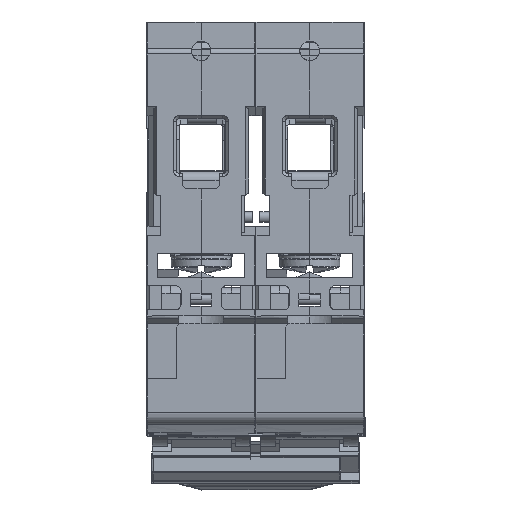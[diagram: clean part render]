
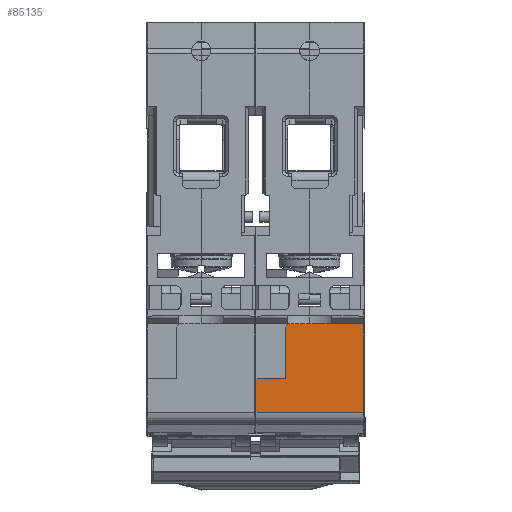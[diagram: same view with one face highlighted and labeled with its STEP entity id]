
A CAD part, left-side view. The second image highlights one B-rep face of the part: STEP entity #85135.
In plain terms, the highlighted planar face has unit normal (-1, 0, 0).
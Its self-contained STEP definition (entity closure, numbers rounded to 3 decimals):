
#6029 = CARTESIAN_POINT ( 'NONE',  ( -22.5, 4., -33.5 ) ) ;
#6755 = CARTESIAN_POINT ( 'NONE',  ( -22.5, 8.75, -39.008 ) ) ;
#7586 = VERTEX_POINT ( 'NONE', #15632 ) ;
#8294 = DIRECTION ( 'NONE',  ( 0., 1., 0. ) ) ;
#9440 = CARTESIAN_POINT ( 'NONE',  ( -22.5, 8.75, -24.9 ) ) ;
#12266 = CARTESIAN_POINT ( 'NONE',  ( -22.5, 8.75, -33.5 ) ) ;
#12910 = VECTOR ( 'NONE', #67422, 1000. ) ;
#12987 = VECTOR ( 'NONE', #39135, 1000. ) ;
#15632 = CARTESIAN_POINT ( 'NONE',  ( -22.5, -8.75, -39.008 ) ) ;
#17806 = ORIENTED_EDGE ( 'NONE', *, *, #80609, .T. ) ;
#19794 = LINE ( 'NONE', #59223, #44441 ) ;
#20830 = VECTOR ( 'NONE', #45386, 1000. ) ;
#21085 = DIRECTION ( 'NONE',  ( 0., 1., 0. ) ) ;
#21594 = AXIS2_PLACEMENT_3D ( 'NONE', #50493, #58959, #65924 ) ;
#22175 = CARTESIAN_POINT ( 'NONE',  ( -22.5, 4., -25.1 ) ) ;
#25839 = ORIENTED_EDGE ( 'NONE', *, *, #33783, .T. ) ;
#26880 = VECTOR ( 'NONE', #82531, 1000. ) ;
#27315 = EDGE_LOOP ( 'NONE', ( #25839, #68944, #40586, #75138, #87647, #67080, #88268, #17806 ) ) ;
#27518 = VERTEX_POINT ( 'NONE', #6755 ) ;
#29006 = EDGE_CURVE ( 'NONE', #47709, #82528, #87457, .T. ) ;
#30110 = VERTEX_POINT ( 'NONE', #12266 ) ;
#30486 = FACE_OUTER_BOUND ( 'NONE', #27315, .T. ) ;
#32864 = EDGE_CURVE ( 'NONE', #7586, #27518, #90259, .T. ) ;
#33671 = CARTESIAN_POINT ( 'NONE',  ( -22.5, 4., -24.9 ) ) ;
#33783 = EDGE_CURVE ( 'NONE', #77614, #54342, #42150, .T. ) ;
#37601 = LINE ( 'NONE', #45730, #12910 ) ;
#38018 = LINE ( 'NONE', #57419, #51509 ) ;
#39135 = DIRECTION ( 'NONE',  ( 0., 0., -1. ) ) ;
#40120 = EDGE_CURVE ( 'NONE', #82528, #30110, #43732, .T. ) ;
#40586 = ORIENTED_EDGE ( 'NONE', *, *, #29006, .T. ) ;
#42150 = LINE ( 'NONE', #43377, #83574 ) ;
#43377 = CARTESIAN_POINT ( 'NONE',  ( -22.5, 5.45, -24.6 ) ) ;
#43732 = LINE ( 'NONE', #76254, #26880 ) ;
#43888 = EDGE_CURVE ( 'NONE', #30110, #27518, #62398, .T. ) ;
#44441 = VECTOR ( 'NONE', #51097, 1000. ) ;
#45386 = DIRECTION ( 'NONE',  ( 0., 1., 0. ) ) ;
#45730 = CARTESIAN_POINT ( 'NONE',  ( -22.5, -8.75, -43.192 ) ) ;
#47709 = VERTEX_POINT ( 'NONE', #22175 ) ;
#50493 = CARTESIAN_POINT ( 'NONE',  ( -22.5, 5.45, -24.9 ) ) ;
#51097 = DIRECTION ( 'NONE',  ( 0., 0.707, -0.707 ) ) ;
#51509 = VECTOR ( 'NONE', #21085, 1000. ) ;
#54342 = VERTEX_POINT ( 'NONE', #77472 ) ;
#57419 = CARTESIAN_POINT ( 'NONE',  ( -22.5, 5.45, -24.6 ) ) ;
#57718 = EDGE_CURVE ( 'NONE', #58000, #7586, #37601, .T. ) ;
#58000 = VERTEX_POINT ( 'NONE', #71681 ) ;
#58959 = DIRECTION ( 'NONE',  ( -1., 0., 0. ) ) ;
#59223 = CARTESIAN_POINT ( 'NONE',  ( -22.5, 3.5, -24.6 ) ) ;
#62398 = LINE ( 'NONE', #9440, #12987 ) ;
#62936 = VECTOR ( 'NONE', #83787, 1000. ) ;
#64567 = CARTESIAN_POINT ( 'NONE',  ( -22.5, -9.031, -39.008 ) ) ;
#65633 = PLANE ( 'NONE',  #21594 ) ;
#65924 = DIRECTION ( 'NONE',  ( 0., 0., -1. ) ) ;
#67080 = ORIENTED_EDGE ( 'NONE', *, *, #32864, .F. ) ;
#67422 = DIRECTION ( 'NONE',  ( 0., 0., -1. ) ) ;
#68944 = ORIENTED_EDGE ( 'NONE', *, *, #82679, .T. ) ;
#71681 = CARTESIAN_POINT ( 'NONE',  ( -22.5, -8.75, -24.6 ) ) ;
#75138 = ORIENTED_EDGE ( 'NONE', *, *, #40120, .T. ) ;
#76254 = CARTESIAN_POINT ( 'NONE',  ( -22.5, 5.45, -33.5 ) ) ;
#77472 = CARTESIAN_POINT ( 'NONE',  ( -22.5, 3.5, -24.6 ) ) ;
#77614 = VERTEX_POINT ( 'NONE', #79457 ) ;
#79457 = CARTESIAN_POINT ( 'NONE',  ( -22.5, 0., -24.6 ) ) ;
#80609 = EDGE_CURVE ( 'NONE', #58000, #77614, #38018, .T. ) ;
#82528 = VERTEX_POINT ( 'NONE', #6029 ) ;
#82531 = DIRECTION ( 'NONE',  ( 0., 1., 0. ) ) ;
#82679 = EDGE_CURVE ( 'NONE', #54342, #47709, #19794, .T. ) ;
#83574 = VECTOR ( 'NONE', #8294, 1000. ) ;
#83787 = DIRECTION ( 'NONE',  ( 0., 0., -1. ) ) ;
#85135 = ADVANCED_FACE ( 'NONE', ( #30486 ), #65633, .T. ) ;
#87457 = LINE ( 'NONE', #33671, #62936 ) ;
#87647 = ORIENTED_EDGE ( 'NONE', *, *, #43888, .T. ) ;
#88268 = ORIENTED_EDGE ( 'NONE', *, *, #57718, .F. ) ;
#90259 = LINE ( 'NONE', #64567, #20830 ) ;
